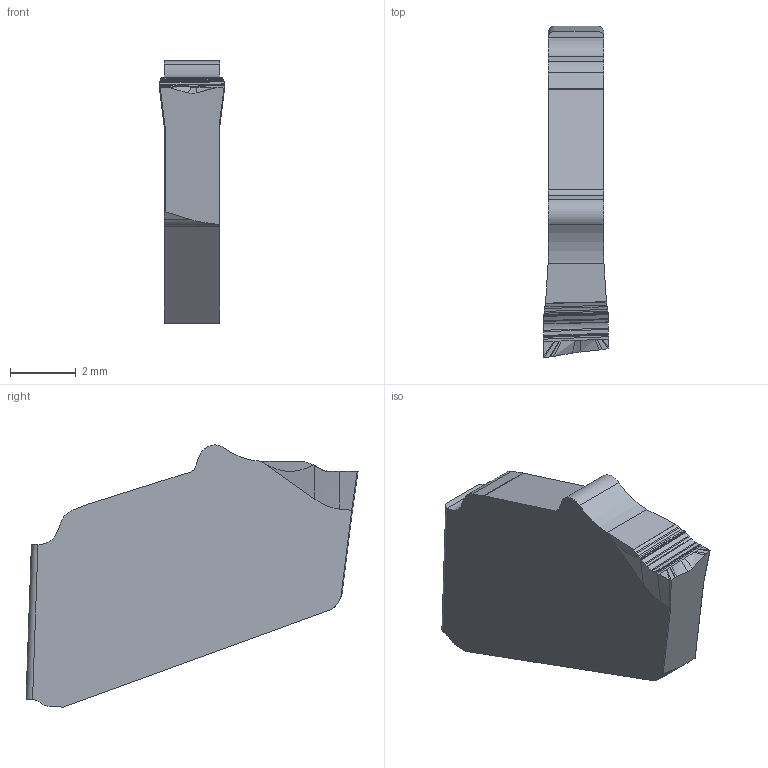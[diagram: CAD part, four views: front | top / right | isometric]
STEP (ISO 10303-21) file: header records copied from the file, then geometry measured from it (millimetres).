
FILE_DESCRIPTION(/* description */ (''),/* implementation_level */ '2;1');
FILE_NAME(/* name */ 'GW1M0200D003R08-GS.stp',/* time_stamp */ '2021-08-05T09:34:41+09:00',/* author */ (''),/* organization */ (''),/* preprocessor_version */ 'ST-DEVELOPER v16',/* originating_system */ 'SIEMENS PLM Software NX 10.0',/* authorisation */ '');
FILE_SCHEMA (('AUTOMOTIVE_DESIGN { 1 0 10303 214 3 1 1 1 }'));
Length unit declared in the file: millimetre
Products named in the file (1): GW1M0200D003R08-GS
Bounding box: 1.99 x 10.11 x 7.99 mm (x, y, z)
Volume: 89.7 mm3; surface area: 156.2 mm2
Topology: 1 solids, 1 shells, 74 faces, 290 edges, 308 vertices
Faces by surface type: bspline 34, plane 21, cylinder 17, extrusion 2
Entity records: 4279 total; most frequent: CARTESIAN_POINT 1990, ORIENTED_EDGE 404, DIRECTION 303, EDGE_CURVE 202, VECTOR 135, LINE 133, VERTEX_POINT 130, B_SPLINE_CURVE_WITH_KNOTS 117
